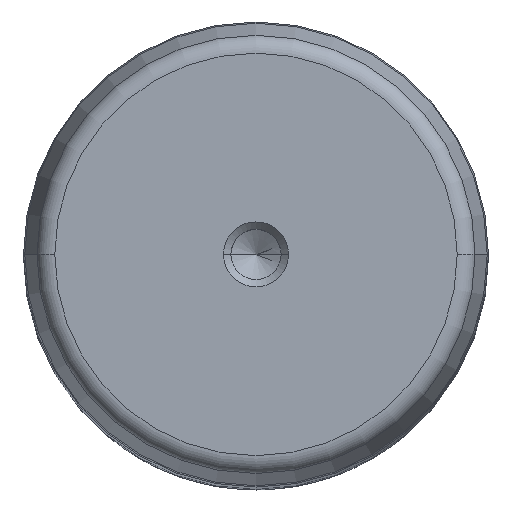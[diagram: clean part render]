
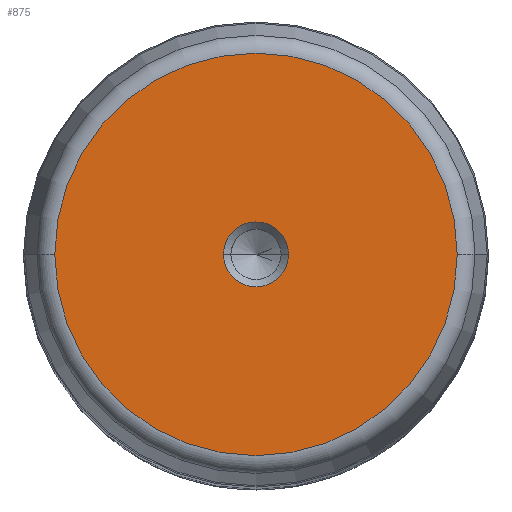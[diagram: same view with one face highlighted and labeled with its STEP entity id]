
A CAD part, top view. The second image highlights one B-rep face of the part: STEP entity #875.
In plain terms, the highlighted planar face has unit normal (0, 0, 1).
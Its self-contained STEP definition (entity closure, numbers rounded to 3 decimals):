
#144 = FACE_BOUND ( 'NONE', #1745, .T. ) ;
#159 = ORIENTED_EDGE ( 'NONE', *, *, #1603, .F. ) ;
#261 = ORIENTED_EDGE ( 'NONE', *, *, #844, .T. ) ;
#316 = DIRECTION ( 'NONE',  ( 1., 0., 0. ) ) ;
#402 = VERTEX_POINT ( 'NONE', #2081 ) ;
#408 = ORIENTED_EDGE ( 'NONE', *, *, #1478, .T. ) ;
#564 = DIRECTION ( 'NONE',  ( 1., 0., 0. ) ) ;
#571 = CIRCLE ( 'NONE', #787, 27.263 ) ;
#714 = DIRECTION ( 'NONE',  ( 0., 0., -1. ) ) ;
#724 = AXIS2_PLACEMENT_3D ( 'NONE', #2666, #714, #2202 ) ;
#787 = AXIS2_PLACEMENT_3D ( 'NONE', #831, #2012, #1306 ) ;
#800 = CARTESIAN_POINT ( 'NONE',  ( 0., 0., 250. ) ) ;
#814 = VERTEX_POINT ( 'NONE', #1699 ) ;
#831 = CARTESIAN_POINT ( 'NONE',  ( 0., 0., 250. ) ) ;
#844 = EDGE_CURVE ( 'NONE', #1656, #814, #2130, .T. ) ;
#875 = ADVANCED_FACE ( 'NONE', ( #144, #1718 ), #2025, .T. ) ;
#1046 = AXIS2_PLACEMENT_3D ( 'NONE', #1741, #1963, #2238 ) ;
#1092 = AXIS2_PLACEMENT_3D ( 'NONE', #2218, #2994, #316 ) ;
#1263 = AXIS2_PLACEMENT_3D ( 'NONE', #800, #2496, #564 ) ;
#1306 = DIRECTION ( 'NONE',  ( -1., 0., 0. ) ) ;
#1478 = EDGE_CURVE ( 'NONE', #814, #1656, #1707, .T. ) ;
#1496 = CARTESIAN_POINT ( 'NONE',  ( 4.4, 0., 250. ) ) ;
#1603 = EDGE_CURVE ( 'NONE', #402, #2793, #1788, .T. ) ;
#1656 = VERTEX_POINT ( 'NONE', #1496 ) ;
#1699 = CARTESIAN_POINT ( 'NONE',  ( -4.4, 0., 250. ) ) ;
#1707 = CIRCLE ( 'NONE', #724, 4.4 ) ;
#1718 = FACE_OUTER_BOUND ( 'NONE', #1832, .T. ) ;
#1741 = CARTESIAN_POINT ( 'NONE',  ( 0., 0., 250. ) ) ;
#1745 = EDGE_LOOP ( 'NONE', ( #261, #408 ) ) ;
#1788 = CIRCLE ( 'NONE', #1046, 27.263 ) ;
#1832 = EDGE_LOOP ( 'NONE', ( #2239, #159 ) ) ;
#1963 = DIRECTION ( 'NONE',  ( 0., 0., -1. ) ) ;
#2012 = DIRECTION ( 'NONE',  ( 0., 0., -1. ) ) ;
#2025 = PLANE ( 'NONE',  #1263 ) ;
#2081 = CARTESIAN_POINT ( 'NONE',  ( 27.263, 0., 250. ) ) ;
#2125 = CARTESIAN_POINT ( 'NONE',  ( -27.263, 0., 250. ) ) ;
#2130 = CIRCLE ( 'NONE', #1092, 4.4 ) ;
#2202 = DIRECTION ( 'NONE',  ( 1., 0., 0. ) ) ;
#2218 = CARTESIAN_POINT ( 'NONE',  ( 0., 0., 250. ) ) ;
#2238 = DIRECTION ( 'NONE',  ( -1., 0., 0. ) ) ;
#2239 = ORIENTED_EDGE ( 'NONE', *, *, #2639, .F. ) ;
#2496 = DIRECTION ( 'NONE',  ( 0., 0., 1. ) ) ;
#2639 = EDGE_CURVE ( 'NONE', #2793, #402, #571, .T. ) ;
#2666 = CARTESIAN_POINT ( 'NONE',  ( 0., 0., 250. ) ) ;
#2793 = VERTEX_POINT ( 'NONE', #2125 ) ;
#2994 = DIRECTION ( 'NONE',  ( 0., 0., -1. ) ) ;
